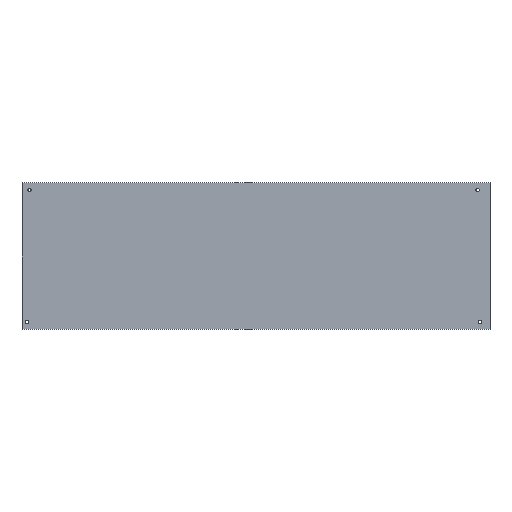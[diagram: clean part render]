
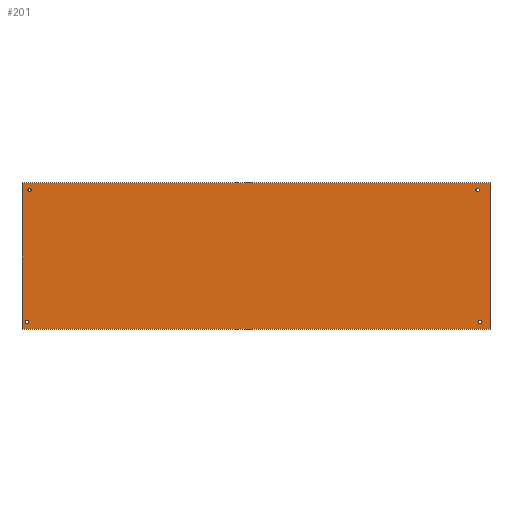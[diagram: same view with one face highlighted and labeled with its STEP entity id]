
A CAD part, top view. The second image highlights one B-rep face of the part: STEP entity #201.
In plain terms, the highlighted planar face has unit normal (0, 0, 1).
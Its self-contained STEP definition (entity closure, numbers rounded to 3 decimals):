
#31=FACE_BOUND('',#62,.T.);
#32=FACE_BOUND('',#63,.T.);
#33=FACE_BOUND('',#64,.T.);
#34=FACE_BOUND('',#65,.T.);
#39=CIRCLE('',#232,1.6);
#40=CIRCLE('',#233,1.6);
#41=CIRCLE('',#234,1.6);
#42=CIRCLE('',#235,1.6);
#47=FACE_OUTER_BOUND('',#61,.T.);
#61=EDGE_LOOP('',(#163,#164,#165,#166));
#62=EDGE_LOOP('',(#167));
#63=EDGE_LOOP('',(#168));
#64=EDGE_LOOP('',(#169));
#65=EDGE_LOOP('',(#170));
#72=LINE('',#313,#88);
#76=LINE('',#321,#92);
#78=LINE('',#325,#94);
#82=LINE('',#340,#98);
#88=VECTOR('',#252,1.);
#92=VECTOR('',#258,1.);
#94=VECTOR('',#262,1.);
#98=VECTOR('',#278,1.);
#104=VERTEX_POINT('',#310);
#105=VERTEX_POINT('',#312);
#108=VERTEX_POINT('',#319);
#109=VERTEX_POINT('',#324);
#115=VERTEX_POINT('',#341);
#116=VERTEX_POINT('',#343);
#117=VERTEX_POINT('',#345);
#118=VERTEX_POINT('',#347);
#120=EDGE_CURVE('',#104,#105,#72,.T.);
#124=EDGE_CURVE('',#108,#104,#76,.T.);
#126=EDGE_CURVE('',#105,#109,#78,.T.);
#134=EDGE_CURVE('',#109,#108,#82,.T.);
#135=EDGE_CURVE('',#115,#115,#39,.T.);
#136=EDGE_CURVE('',#116,#116,#40,.T.);
#137=EDGE_CURVE('',#117,#117,#41,.T.);
#138=EDGE_CURVE('',#118,#118,#42,.T.);
#163=ORIENTED_EDGE('',*,*,#120,.F.);
#164=ORIENTED_EDGE('',*,*,#124,.F.);
#165=ORIENTED_EDGE('',*,*,#134,.F.);
#166=ORIENTED_EDGE('',*,*,#126,.F.);
#167=ORIENTED_EDGE('',*,*,#135,.T.);
#168=ORIENTED_EDGE('',*,*,#136,.T.);
#169=ORIENTED_EDGE('',*,*,#137,.T.);
#170=ORIENTED_EDGE('',*,*,#138,.T.);
#195=PLANE('',#231);
#201=ADVANCED_FACE('',(#47,#31,#32,#33,#34),#195,.T.);
#231=AXIS2_PLACEMENT_3D('',#339,#276,#277);
#232=AXIS2_PLACEMENT_3D('',#342,#279,#280);
#233=AXIS2_PLACEMENT_3D('',#344,#281,#282);
#234=AXIS2_PLACEMENT_3D('',#346,#283,#284);
#235=AXIS2_PLACEMENT_3D('',#348,#285,#286);
#252=DIRECTION('',(-1.,0.,0.));
#258=DIRECTION('',(0.,-1.,0.));
#262=DIRECTION('',(0.,1.,0.));
#276=DIRECTION('center_axis',(0.,0.,1.));
#277=DIRECTION('ref_axis',(1.,0.,0.));
#278=DIRECTION('',(1.,0.,0.));
#279=DIRECTION('center_axis',(0.,0.,-1.));
#280=DIRECTION('ref_axis',(0.,-1.,0.));
#281=DIRECTION('center_axis',(0.,0.,-1.));
#282=DIRECTION('ref_axis',(0.,-1.,0.));
#283=DIRECTION('center_axis',(0.,0.,-1.));
#284=DIRECTION('ref_axis',(0.,-1.,0.));
#285=DIRECTION('center_axis',(0.,0.,-1.));
#286=DIRECTION('ref_axis',(0.,-1.,0.));
#310=CARTESIAN_POINT('',(-3.724,-362.9,1.51));
#312=CARTESIAN_POINT('',(-451.399,-362.9,1.51));
#313=CARTESIAN_POINT('',(-3.724,-362.9,1.51));
#319=CARTESIAN_POINT('',(-3.724,-222.406,1.51));
#321=CARTESIAN_POINT('',(-3.724,-222.406,1.51));
#324=CARTESIAN_POINT('',(-451.399,-222.406,1.51));
#325=CARTESIAN_POINT('',(-451.399,-362.9,1.51));
#339=CARTESIAN_POINT('Origin',(0.,0.,1.51));
#340=CARTESIAN_POINT('',(-451.399,-222.406,1.51));
#341=CARTESIAN_POINT('',(-446.636,-354.156,1.51));
#342=CARTESIAN_POINT('Origin',(-446.636,-355.756,1.51));
#343=CARTESIAN_POINT('',(-13.249,-354.156,1.51));
#344=CARTESIAN_POINT('Origin',(-13.249,-355.756,1.51));
#345=CARTESIAN_POINT('',(-444.255,-227.95,1.51));
#346=CARTESIAN_POINT('Origin',(-444.255,-229.55,1.51));
#347=CARTESIAN_POINT('',(-15.63,-227.95,1.51));
#348=CARTESIAN_POINT('Origin',(-15.63,-229.55,1.51));
